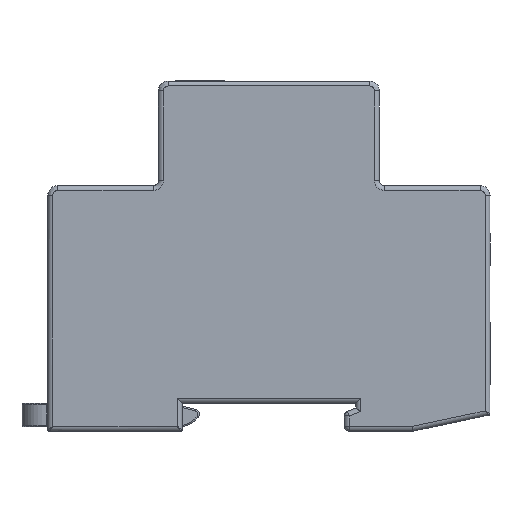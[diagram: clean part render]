
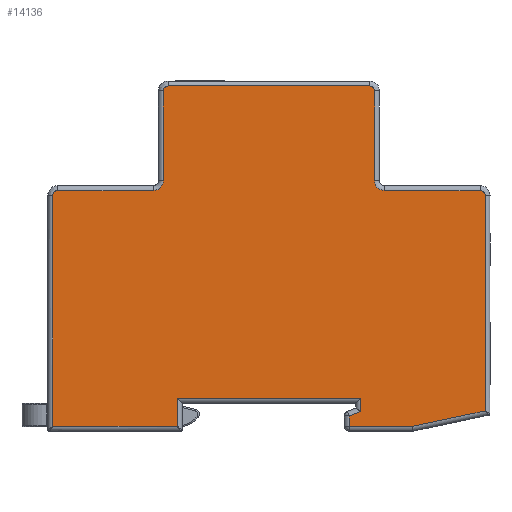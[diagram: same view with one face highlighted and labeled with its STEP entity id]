
A CAD part, front view. The second image highlights one B-rep face of the part: STEP entity #14136.
In plain terms, the highlighted planar face has unit normal (0, -1, 0).
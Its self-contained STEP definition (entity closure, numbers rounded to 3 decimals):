
#394=DIRECTION('',(0.,0.,-1.));
#395=VECTOR('',#394,47.);
#396=CARTESIAN_POINT('',(-44.,-107.7,42.3));
#397=LINE('',#396,#395);
#401=CARTESIAN_POINT('',(-44.,-107.7,-4.7));
#1685=DIRECTION('',(1.,0.,0.));
#1686=VECTOR('',#1685,25.35);
#1687=CARTESIAN_POINT('',(-44.,-107.7,-4.7));
#1688=LINE('',#1687,#1686);
#1740=DIRECTION('',(0.931,0.,0.364));
#1741=VECTOR('',#1740,2.47);
#1742=CARTESIAN_POINT('',(16.35,-107.7,-2.583));
#1743=LINE('',#1742,#1741);
#1747=CARTESIAN_POINT('',(-43.,-107.7,42.3));
#1748=DIRECTION('',(0.,1.,0.));
#1749=DIRECTION('',(-1.,0.,0.));
#1750=AXIS2_PLACEMENT_3D('',#1747,#1748,#1749);
#1755=CARTESIAN_POINT('',(-23.5,-107.7,45.3));
#1756=DIRECTION('',(0.,-1.,0.));
#1757=DIRECTION('',(0.,0.,-1.));
#1758=AXIS2_PLACEMENT_3D('',#1755,#1756,#1757);
#1763=CARTESIAN_POINT('',(-20.5,-107.7,63.582));
#1764=DIRECTION('',(0.,1.,0.));
#1765=DIRECTION('',(-1.,0.,0.));
#1766=AXIS2_PLACEMENT_3D('',#1763,#1764,#1765);
#1771=CARTESIAN_POINT('',(20.5,-107.7,63.582));
#1772=DIRECTION('',(0.,1.,0.));
#1773=DIRECTION('',(0.,0.,1.));
#1774=AXIS2_PLACEMENT_3D('',#1771,#1772,#1773);
#1779=CARTESIAN_POINT('',(23.5,-107.7,45.3));
#1780=DIRECTION('',(0.,-1.,0.));
#1781=DIRECTION('',(-1.,0.,0.));
#1782=AXIS2_PLACEMENT_3D('',#1779,#1780,#1781);
#1787=CARTESIAN_POINT('',(43.,-107.7,42.3));
#1788=DIRECTION('',(0.,1.,0.));
#1789=DIRECTION('',(0.,0.,1.));
#1790=AXIS2_PLACEMENT_3D('',#1787,#1788,#1789);
#1795=DIRECTION('',(-0.978,0.,-0.208));
#1796=VECTOR('',#1795,15.136);
#1797=CARTESIAN_POINT('',(44.,-107.7,-1.553));
#1798=LINE('',#1797,#1796);
#1802=DIRECTION('',(0.,0.,-1.));
#1803=VECTOR('',#1802,2.117);
#1804=CARTESIAN_POINT('',(16.35,-107.7,-2.583));
#1805=LINE('',#1804,#1803);
#1840=DIRECTION('',(1.,0.,0.));
#1841=VECTOR('',#1840,12.845);
#1842=CARTESIAN_POINT('',(16.35,-107.7,-4.7));
#1843=LINE('',#1842,#1841);
#1905=DIRECTION('',(0.,0.,1.));
#1906=VECTOR('',#1905,43.853);
#1907=CARTESIAN_POINT('',(44.,-107.7,-1.553));
#1908=LINE('',#1907,#1906);
#1955=DIRECTION('',(-1.,0.,0.));
#1956=VECTOR('',#1955,19.5);
#1957=CARTESIAN_POINT('',(43.,-107.7,43.3));
#1958=LINE('',#1957,#1956);
#1993=DIRECTION('',(0.,0.,1.));
#1994=VECTOR('',#1993,18.282);
#1995=CARTESIAN_POINT('',(21.5,-107.7,45.3));
#1996=LINE('',#1995,#1994);
#2031=DIRECTION('',(-1.,0.,0.));
#2032=VECTOR('',#2031,41.);
#2033=CARTESIAN_POINT('',(20.5,-107.7,64.582));
#2034=LINE('',#2033,#2032);
#2069=DIRECTION('',(0.,0.,-1.));
#2070=VECTOR('',#2069,18.282);
#2071=CARTESIAN_POINT('',(-21.5,-107.7,63.582));
#2072=LINE('',#2071,#2070);
#2107=DIRECTION('',(-1.,0.,0.));
#2108=VECTOR('',#2107,19.5);
#2109=CARTESIAN_POINT('',(-23.5,-107.7,43.3));
#2110=LINE('',#2109,#2108);
#5174=DIRECTION('',(0.,0.,-1.));
#5175=VECTOR('',#5174,2.683);
#5176=CARTESIAN_POINT('',(18.65,-107.7,1.));
#5177=LINE('',#5176,#5175);
#5181=DIRECTION('',(1.,0.,0.));
#5182=VECTOR('',#5181,37.3);
#5183=CARTESIAN_POINT('',(-18.65,-107.7,1.));
#5184=LINE('',#5183,#5182);
#5207=DIRECTION('',(0.,0.,1.));
#5208=VECTOR('',#5207,5.7);
#5209=CARTESIAN_POINT('',(-18.65,-107.7,-4.7));
#5210=LINE('',#5209,#5208);
#11276=VERTEX_POINT('',#401);
#11277=CARTESIAN_POINT('',(-44.,-107.7,42.3));
#11278=VERTEX_POINT('',#11277);
#11281=CARTESIAN_POINT('',(-43.,-107.7,43.3));
#11282=VERTEX_POINT('',#11281);
#11595=CARTESIAN_POINT('',(-18.65,-107.7,-4.7));
#11596=VERTEX_POINT('',#11595);
#11597=CARTESIAN_POINT('',(16.35,-107.7,-2.583));
#11598=CARTESIAN_POINT('',(16.35,-107.7,-4.7));
#11599=VERTEX_POINT('',#11597);
#11600=VERTEX_POINT('',#11598);
#11601=CARTESIAN_POINT('',(18.65,-107.7,-1.683));
#11602=VERTEX_POINT('',#11601);
#11603=CARTESIAN_POINT('',(18.65,-107.7,1.));
#11604=VERTEX_POINT('',#11603);
#11605=CARTESIAN_POINT('',(-18.65,-107.7,1.));
#11606=VERTEX_POINT('',#11605);
#11607=CARTESIAN_POINT('',(-23.5,-107.7,43.3));
#11608=VERTEX_POINT('',#11607);
#11609=CARTESIAN_POINT('',(-21.5,-107.7,45.3));
#11610=VERTEX_POINT('',#11609);
#11611=CARTESIAN_POINT('',(-21.5,-107.7,63.582));
#11612=VERTEX_POINT('',#11611);
#11613=CARTESIAN_POINT('',(-20.5,-107.7,64.582));
#11614=VERTEX_POINT('',#11613);
#11615=CARTESIAN_POINT('',(20.5,-107.7,64.582));
#11616=VERTEX_POINT('',#11615);
#11617=CARTESIAN_POINT('',(21.5,-107.7,63.582));
#11618=VERTEX_POINT('',#11617);
#11619=CARTESIAN_POINT('',(21.5,-107.7,45.3));
#11620=VERTEX_POINT('',#11619);
#11621=CARTESIAN_POINT('',(23.5,-107.7,43.3));
#11622=VERTEX_POINT('',#11621);
#11623=CARTESIAN_POINT('',(43.,-107.7,43.3));
#11624=VERTEX_POINT('',#11623);
#11625=CARTESIAN_POINT('',(44.,-107.7,42.3));
#11626=VERTEX_POINT('',#11625);
#11627=CARTESIAN_POINT('',(44.,-107.7,-1.553));
#11628=VERTEX_POINT('',#11627);
#11629=CARTESIAN_POINT('',(29.195,-107.7,-4.7));
#11630=VERTEX_POINT('',#11629);
#14090=CARTESIAN_POINT('',(0.,-107.7,0.));
#14091=DIRECTION('',(0.,1.,0.));
#14092=DIRECTION('',(-1.,0.,0.));
#14093=AXIS2_PLACEMENT_3D('',#14090,#14091,#14092);
#14094=PLANE('',#14093);
#14096=ORIENTED_EDGE('',*,*,#14095,.F.);
#14098=ORIENTED_EDGE('',*,*,#14097,.T.);
#14100=ORIENTED_EDGE('',*,*,#14099,.F.);
#14102=ORIENTED_EDGE('',*,*,#14101,.F.);
#14104=ORIENTED_EDGE('',*,*,#14103,.F.);
#14105=ORIENTED_EDGE('',*,*,#14081,.F.);
#14106=ORIENTED_EDGE('',*,*,#12857,.F.);
#14107=ORIENTED_EDGE('',*,*,#12884,.T.);
#14109=ORIENTED_EDGE('',*,*,#14108,.F.);
#14111=ORIENTED_EDGE('',*,*,#14110,.T.);
#14113=ORIENTED_EDGE('',*,*,#14112,.F.);
#14115=ORIENTED_EDGE('',*,*,#14114,.T.);
#14117=ORIENTED_EDGE('',*,*,#14116,.F.);
#14119=ORIENTED_EDGE('',*,*,#14118,.T.);
#14121=ORIENTED_EDGE('',*,*,#14120,.F.);
#14123=ORIENTED_EDGE('',*,*,#14122,.T.);
#14125=ORIENTED_EDGE('',*,*,#14124,.F.);
#14127=ORIENTED_EDGE('',*,*,#14126,.T.);
#14129=ORIENTED_EDGE('',*,*,#14128,.F.);
#14131=ORIENTED_EDGE('',*,*,#14130,.T.);
#14133=ORIENTED_EDGE('',*,*,#14132,.F.);
#14134=EDGE_LOOP('',(#14096,#14098,#14100,#14102,#14104,#14105,#14106,#14107,
#14109,#14111,#14113,#14115,#14117,#14119,#14121,#14123,#14125,#14127,#14129,
#14131,#14133));
#14135=FACE_OUTER_BOUND('',#14134,.F.);
#1751=CIRCLE('',#1750,1.);
#1759=CIRCLE('',#1758,2.);
#1767=CIRCLE('',#1766,1.);
#1775=CIRCLE('',#1774,1.);
#1783=CIRCLE('',#1782,2.);
#1791=CIRCLE('',#1790,1.);
#12857=EDGE_CURVE('',#11278,#11276,#397,.T.);
#12884=EDGE_CURVE('',#11278,#11282,#1751,.T.);
#14081=EDGE_CURVE('',#11276,#11596,#1688,.T.);
#14095=EDGE_CURVE('',#11599,#11600,#1805,.T.);
#14097=EDGE_CURVE('',#11599,#11602,#1743,.T.);
#14099=EDGE_CURVE('',#11604,#11602,#5177,.T.);
#14101=EDGE_CURVE('',#11606,#11604,#5184,.T.);
#14103=EDGE_CURVE('',#11596,#11606,#5210,.T.);
#14108=EDGE_CURVE('',#11608,#11282,#2110,.T.);
#14110=EDGE_CURVE('',#11608,#11610,#1759,.T.);
#14112=EDGE_CURVE('',#11612,#11610,#2072,.T.);
#14114=EDGE_CURVE('',#11612,#11614,#1767,.T.);
#14116=EDGE_CURVE('',#11616,#11614,#2034,.T.);
#14118=EDGE_CURVE('',#11616,#11618,#1775,.T.);
#14120=EDGE_CURVE('',#11620,#11618,#1996,.T.);
#14122=EDGE_CURVE('',#11620,#11622,#1783,.T.);
#14124=EDGE_CURVE('',#11624,#11622,#1958,.T.);
#14126=EDGE_CURVE('',#11624,#11626,#1791,.T.);
#14128=EDGE_CURVE('',#11628,#11626,#1908,.T.);
#14130=EDGE_CURVE('',#11628,#11630,#1798,.T.);
#14132=EDGE_CURVE('',#11600,#11630,#1843,.T.);
#14136=ADVANCED_FACE('',(#14135),#14094,.F.);
